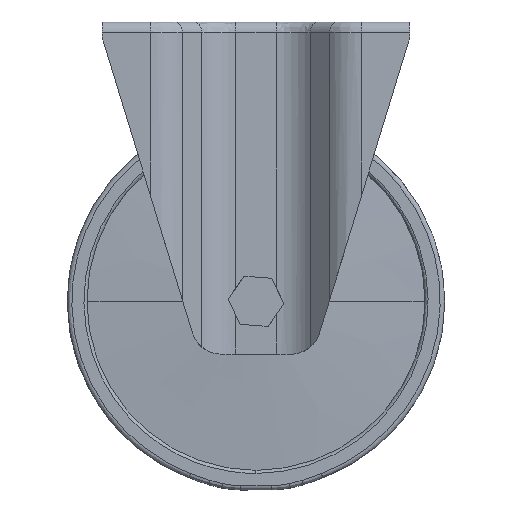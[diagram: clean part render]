
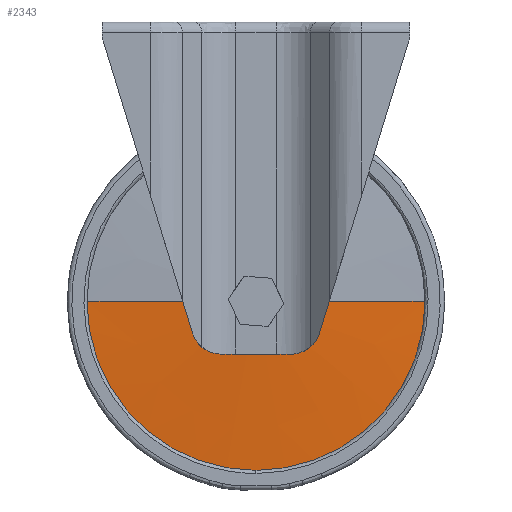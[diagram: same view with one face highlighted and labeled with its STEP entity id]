
A CAD part, front view. The second image highlights one B-rep face of the part: STEP entity #2343.
In plain terms, the highlighted conical face has half-angle 86.673 degrees and reference radius 56 mm.
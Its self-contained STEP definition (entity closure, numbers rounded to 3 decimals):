
#260 = VECTOR ( 'NONE', #4686, 1000. ) ;
#770 = EDGE_LOOP ( 'NONE', ( #5513, #4795, #1728, #7849 ) ) ;
#1598 = EDGE_CURVE ( 'NONE', #1877, #6184, #1912, .T. ) ;
#1707 = FACE_OUTER_BOUND ( 'NONE', #770, .T. ) ;
#1728 = ORIENTED_EDGE ( 'NONE', *, *, #5203, .T. ) ;
#1877 = VERTEX_POINT ( 'NONE', #3922 ) ;
#1912 = LINE ( 'NONE', #4227, #7215 ) ;
#1987 = EDGE_CURVE ( 'NONE', #3899, #1877, #3055, .T. ) ;
#2020 = AXIS2_PLACEMENT_3D ( 'NONE', #5753, #2093, #7600 ) ;
#2093 = DIRECTION ( 'NONE',  ( 0., -1., 0. ) ) ;
#2343 = ADVANCED_FACE ( 'NONE', ( #1707 ), #6038, .T. ) ;
#2345 = AXIS2_PLACEMENT_3D ( 'NONE', #7707, #2844, #4004 ) ;
#2493 = CARTESIAN_POINT ( 'NONE',  ( 0., -18.5, 62.5 ) ) ;
#2844 = DIRECTION ( 'NONE',  ( 0., -1., 0. ) ) ;
#3055 = CIRCLE ( 'NONE', #2345, 13. ) ;
#3484 = CARTESIAN_POINT ( 'NONE',  ( -56., -18.5, 62.5 ) ) ;
#3658 = DIRECTION ( 'NONE',  ( 0., 1., 0. ) ) ;
#3663 = EDGE_CURVE ( 'NONE', #7494, #6184, #7873, .T. ) ;
#3899 = VERTEX_POINT ( 'NONE', #6656 ) ;
#3922 = CARTESIAN_POINT ( 'NONE',  ( 13., -21., 62.5 ) ) ;
#4004 = DIRECTION ( 'NONE',  ( -1., 0., 0. ) ) ;
#4227 = CARTESIAN_POINT ( 'NONE',  ( 56., -18.5, 62.5 ) ) ;
#4376 = DIRECTION ( 'NONE',  ( -1., 0., 0. ) ) ;
#4686 = DIRECTION ( 'NONE',  ( -0.998, 0.058, 0. ) ) ;
#4772 = AXIS2_PLACEMENT_3D ( 'NONE', #2493, #3658, #4376 ) ;
#4795 = ORIENTED_EDGE ( 'NONE', *, *, #1987, .F. ) ;
#4936 = DIRECTION ( 'NONE',  ( 0.998, 0.058, 0. ) ) ;
#5203 = EDGE_CURVE ( 'NONE', #3899, #7494, #5822, .T. ) ;
#5513 = ORIENTED_EDGE ( 'NONE', *, *, #1598, .F. ) ;
#5753 = CARTESIAN_POINT ( 'NONE',  ( 0., -18.5, 62.5 ) ) ;
#5822 = LINE ( 'NONE', #3484, #260 ) ;
#6038 = CONICAL_SURFACE ( 'NONE', #4772, 56., 1.513 ) ;
#6184 = VERTEX_POINT ( 'NONE', #6330 ) ;
#6330 = CARTESIAN_POINT ( 'NONE',  ( 56., -18.5, 62.5 ) ) ;
#6577 = CARTESIAN_POINT ( 'NONE',  ( -56., -18.5, 62.5 ) ) ;
#6656 = CARTESIAN_POINT ( 'NONE',  ( -13., -21., 62.5 ) ) ;
#7215 = VECTOR ( 'NONE', #4936, 1000. ) ;
#7494 = VERTEX_POINT ( 'NONE', #6577 ) ;
#7600 = DIRECTION ( 'NONE',  ( 0., 0., 1. ) ) ;
#7707 = CARTESIAN_POINT ( 'NONE',  ( 0., -21., 62.5 ) ) ;
#7849 = ORIENTED_EDGE ( 'NONE', *, *, #3663, .T. ) ;
#7873 = CIRCLE ( 'NONE', #2020, 56. ) ;
